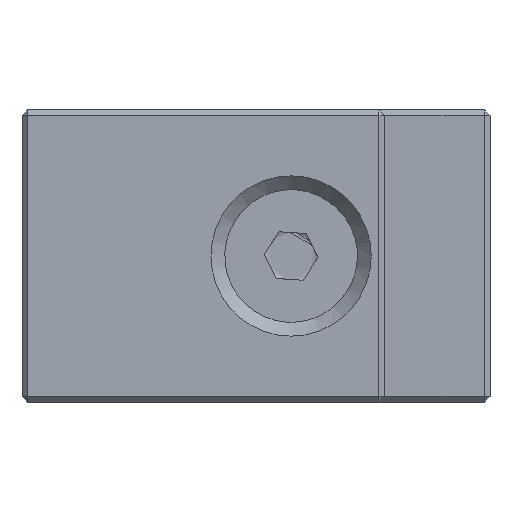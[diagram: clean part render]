
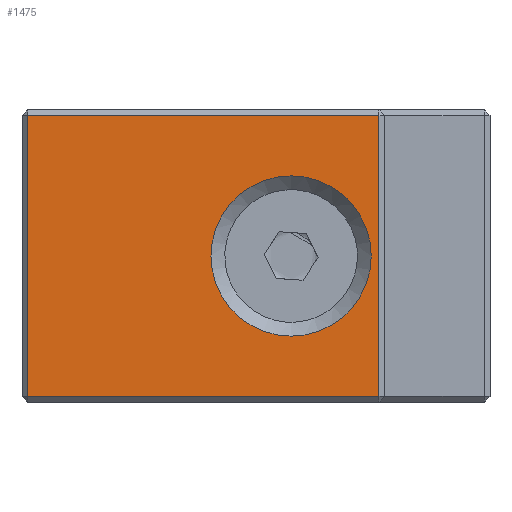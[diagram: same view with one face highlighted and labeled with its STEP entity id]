
A CAD part, left-side view. The second image highlights one B-rep face of the part: STEP entity #1475.
In plain terms, the highlighted planar face has unit normal (-1, 0, 0).
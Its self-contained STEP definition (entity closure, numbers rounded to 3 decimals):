
#38=FACE_BOUND('',#322,.T.);
#131=PLANE('',#1610);
#223=FACE_OUTER_BOUND('',#321,.T.);
#321=EDGE_LOOP('',(#1273,#1274,#1275,#1276));
#322=EDGE_LOOP('',(#1277));
#456=LINE('',#2393,#598);
#457=LINE('',#2395,#599);
#461=LINE('',#2401,#603);
#463=LINE('',#2404,#605);
#598=VECTOR('',#1933,10.);
#599=VECTOR('',#1936,10.);
#603=VECTOR('',#1944,10.);
#605=VECTOR('',#1948,10.);
#627=CIRCLE('',#1611,6.85);
#705=VERTEX_POINT('',#2312);
#707=VERTEX_POINT('',#2317);
#709=VERTEX_POINT('',#2323);
#718=VERTEX_POINT('',#2356);
#727=VERTEX_POINT('',#2420);
#898=EDGE_CURVE('',#707,#718,#456,.T.);
#899=EDGE_CURVE('',#718,#709,#457,.T.);
#903=EDGE_CURVE('',#709,#705,#461,.T.);
#905=EDGE_CURVE('',#705,#707,#463,.T.);
#911=EDGE_CURVE('',#727,#727,#627,.T.);
#1273=ORIENTED_EDGE('',*,*,#898,.F.);
#1274=ORIENTED_EDGE('',*,*,#905,.F.);
#1275=ORIENTED_EDGE('',*,*,#903,.F.);
#1276=ORIENTED_EDGE('',*,*,#899,.F.);
#1277=ORIENTED_EDGE('',*,*,#911,.T.);
#1475=ADVANCED_FACE('',(#223,#38),#131,.T.);
#1610=AXIS2_PLACEMENT_3D('',#2419,#1976,#1977);
#1611=AXIS2_PLACEMENT_3D('',#2421,#1978,#1979);
#1933=DIRECTION('',(0.,0.,-1.));
#1936=DIRECTION('',(0.,1.,0.));
#1944=DIRECTION('',(0.,0.,1.));
#1948=DIRECTION('',(0.,-1.,0.));
#1976=DIRECTION('center_axis',(-1.,0.,0.));
#1977=DIRECTION('ref_axis',(0.,0.,1.));
#1978=DIRECTION('center_axis',(1.,0.,0.));
#1979=DIRECTION('ref_axis',(0.,0.,1.));
#2312=CARTESIAN_POINT('',(-16.,19.5,12.));
#2317=CARTESIAN_POINT('',(-16.,-10.5,12.));
#2323=CARTESIAN_POINT('',(-16.,19.5,-12.));
#2356=CARTESIAN_POINT('',(-16.,-10.5,-12.));
#2393=CARTESIAN_POINT('',(-16.,-10.5,0.));
#2395=CARTESIAN_POINT('',(-16.,-3.001,-12.));
#2401=CARTESIAN_POINT('',(-16.,19.5,0.));
#2404=CARTESIAN_POINT('',(-16.,-3.001,12.));
#2419=CARTESIAN_POINT('Origin',(-16.,-11.,0.));
#2420=CARTESIAN_POINT('',(-16.,-3.,-6.85));
#2421=CARTESIAN_POINT('Origin',(-16.,-3.,0.));
